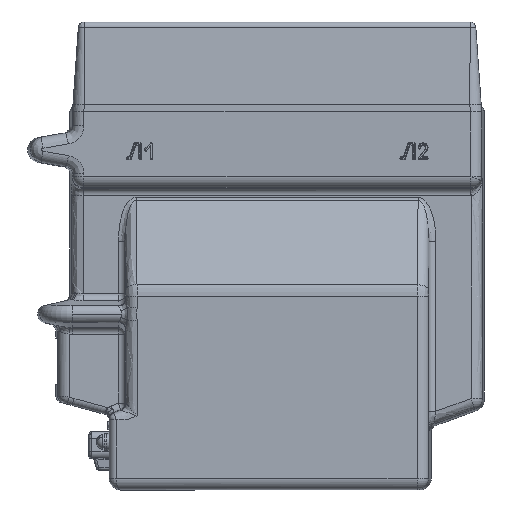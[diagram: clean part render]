
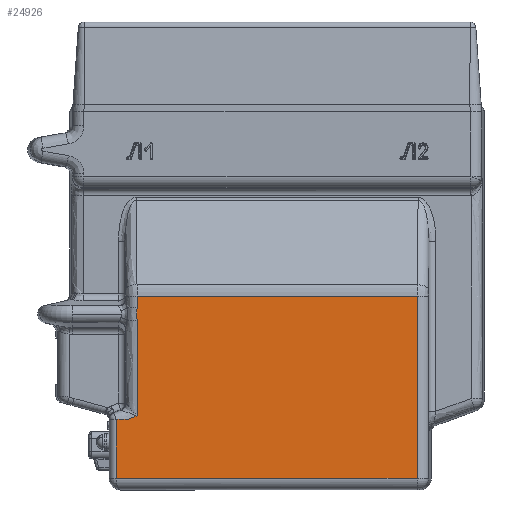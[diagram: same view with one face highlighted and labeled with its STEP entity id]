
A CAD part, top view. The second image highlights one B-rep face of the part: STEP entity #24926.
In plain terms, the highlighted planar face has unit normal (0, 0, 1).
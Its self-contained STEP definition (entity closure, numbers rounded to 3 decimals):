
#1362 = VERTEX_POINT ( 'NONE', #43955 ) ;
#1372 = VERTEX_POINT ( 'NONE', #43965 ) ;
#1374 = VERTEX_POINT ( 'NONE', #43967 ) ;
#1380 = VERTEX_POINT ( 'NONE', #43973 ) ;
#1387 = VERTEX_POINT ( 'NONE', #43980 ) ;
#1389 = VERTEX_POINT ( 'NONE', #43982 ) ;
#1392 = VERTEX_POINT ( 'NONE', #43985 ) ;
#1398 = VERTEX_POINT ( 'NONE', #43991 ) ;
#5751 = ORIENTED_EDGE ( 'NONE', *, *, #50739, .T. ) ;
#5752 = ORIENTED_EDGE ( 'NONE', *, *, #50732, .T. ) ;
#5753 = ORIENTED_EDGE ( 'NONE', *, *, #50734, .T. ) ;
#5754 = ORIENTED_EDGE ( 'NONE', *, *, #50730, .T. ) ;
#5755 = ORIENTED_EDGE ( 'NONE', *, *, #50742, .T. ) ;
#5756 = ORIENTED_EDGE ( 'NONE', *, *, #50733, .T. ) ;
#5757 = ORIENTED_EDGE ( 'NONE', *, *, #50737, .T. ) ;
#5758 = ORIENTED_EDGE ( 'NONE', *, *, #50731, .T. ) ;
#7522 = CARTESIAN_POINT ( 'NONE',  ( -207.207, 120.568, 89. ) ) ;
#7608 = CARTESIAN_POINT ( 'NONE',  ( -207.207, 137.741, 89. ) ) ;
#7610 = CARTESIAN_POINT ( 'NONE',  ( -7.793, 142., 89. ) ) ;
#7612 = DIRECTION ( 'NONE',  ( 0., 1., 0. ) ) ;
#7616 = CARTESIAN_POINT ( 'NONE',  ( -207.207, 99.645, 89. ) ) ;
#7617 = CARTESIAN_POINT ( 'NONE',  ( -207.207, 78.722, 89. ) ) ;
#7619 = CARTESIAN_POINT ( 'NONE',  ( -207.207, 57.8, 89. ) ) ;
#7621 = CARTESIAN_POINT ( 'NONE',  ( -207.207, 56.041, 89. ) ) ;
#7623 = CARTESIAN_POINT ( 'NONE',  ( -207.207, 54.282, 89. ) ) ;
#7625 = CARTESIAN_POINT ( 'NONE',  ( -207.207, 52.523, 89. ) ) ;
#7629 = CARTESIAN_POINT ( 'NONE',  ( -207.207, 134.971, 89. ) ) ;
#7631 = CARTESIAN_POINT ( 'NONE',  ( -207.207, 132.202, 89. ) ) ;
#7633 = CARTESIAN_POINT ( 'NONE',  ( -207.207, 129.432, 89. ) ) ;
#7637 = CARTESIAN_POINT ( 'NONE',  ( -222., 8., 89. ) ) ;
#7638 = DIRECTION ( 'NONE',  ( 0., -1., 0. ) ) ;
#7641 = CARTESIAN_POINT ( 'NONE',  ( -219., 137.741, 89. ) ) ;
#7643 = DIRECTION ( 'NONE',  ( -1., 0., 0. ) ) ;
#7650 = CARTESIAN_POINT ( 'NONE',  ( -207.207, 52.523, 89. ) ) ;
#7658 = CARTESIAN_POINT ( 'NONE',  ( -208.84, 51.87, 89. ) ) ;
#7660 = CARTESIAN_POINT ( 'NONE',  ( -210.473, 51.217, 89. ) ) ;
#7662 = CARTESIAN_POINT ( 'NONE',  ( -212.106, 50.564, 89. ) ) ;
#7664 = CARTESIAN_POINT ( 'NONE',  ( -215.042, 49.389, 89. ) ) ;
#7666 = CARTESIAN_POINT ( 'NONE',  ( -219.064, 50.928, 89. ) ) ;
#7667 = CARTESIAN_POINT ( 'NONE',  ( -222., 49.754, 89. ) ) ;
#7670 = CARTESIAN_POINT ( 'NONE',  ( -207.207, 129.432, 89. ) ) ;
#7683 = CARTESIAN_POINT ( 'NONE',  ( -207.207, 129.181, 89. ) ) ;
#7684 = CARTESIAN_POINT ( 'NONE',  ( -207.22, 128.715, 89. ) ) ;
#7686 = CARTESIAN_POINT ( 'NONE',  ( -207.258, 128.017, 89. ) ) ;
#7688 = CARTESIAN_POINT ( 'NONE',  ( -207.282, 127.63, 89. ) ) ;
#7690 = CARTESIAN_POINT ( 'NONE',  ( -207.296, 127.426, 89. ) ) ;
#7692 = CARTESIAN_POINT ( 'NONE',  ( -207.302, 127.337, 89. ) ) ;
#7694 = CARTESIAN_POINT ( 'NONE',  ( -207.307, 127.277, 89. ) ) ;
#7695 = CARTESIAN_POINT ( 'NONE',  ( -207.309, 127.245, 89. ) ) ;
#7697 = CARTESIAN_POINT ( 'NONE',  ( -207.378, 126.278, 89. ) ) ;
#7699 = CARTESIAN_POINT ( 'NONE',  ( -207.411, 125.538, 89. ) ) ;
#7701 = CARTESIAN_POINT ( 'NONE',  ( -207.411, 124.731, 89. ) ) ;
#7703 = CARTESIAN_POINT ( 'NONE',  ( -207.399, 124.252, 89. ) ) ;
#7705 = CARTESIAN_POINT ( 'NONE',  ( -207.362, 123.562, 89. ) ) ;
#7706 = CARTESIAN_POINT ( 'NONE',  ( -207.338, 123.184, 89. ) ) ;
#7708 = CARTESIAN_POINT ( 'NONE',  ( -207.327, 123.015, 89. ) ) ;
#7710 = CARTESIAN_POINT ( 'NONE',  ( -207.319, 122.901, 89. ) ) ;
#7712 = CARTESIAN_POINT ( 'NONE',  ( -207.315, 122.845, 89. ) ) ;
#7714 = CARTESIAN_POINT ( 'NONE',  ( -207.241, 121.809, 89. ) ) ;
#7716 = CARTESIAN_POINT ( 'NONE',  ( -207.207, 121.07, 89. ) ) ;
#7717 = CARTESIAN_POINT ( 'NONE',  ( -207.207, 120.568, 89. ) ) ;
#7735 = CARTESIAN_POINT ( 'NONE',  ( 0., 8., 89. ) ) ;
#7737 = DIRECTION ( 'NONE',  ( 1., 0., 0. ) ) ;
#12547 = EDGE_LOOP ( 'NONE', ( #5758, #5757, #5756, #5755, #5754, #5753, #5752, #5751 ) ) ;
#14095 = VECTOR ( 'NONE', #7612, 1000. ) ;
#14096 = LINE ( 'NONE', #7735, #14107 ) ;
#14098 = LINE ( 'NONE', #7610, #14095 ) ;
#14100 = LINE ( 'NONE', #7637, #14101 ) ;
#14101 = VECTOR ( 'NONE', #7638, 1000. ) ;
#14102 = LINE ( 'NONE', #7641, #14103 ) ;
#14103 = VECTOR ( 'NONE', #7643, 1000. ) ;
#14107 = VECTOR ( 'NONE', #7737, 1000. ) ;
#24926 = ADVANCED_FACE ( 'NONE', ( #36272 ), #32488, .T. ) ;
#32483 = CARTESIAN_POINT ( 'NONE',  ( -219., 8., 89. ) ) ;
#32488 = PLANE ( 'NONE',  #34807 ) ;
#32491 = DIRECTION ( 'NONE',  ( 0., 0., 1. ) ) ;
#32492 = DIRECTION ( 'NONE',  ( 1., 0., 0. ) ) ;
#33572 = B_SPLINE_CURVE_WITH_KNOTS ( 'NONE', 3,
 ( #7522, #7616, #7617, #7619, #7621, #7623, #7625 ),
 .UNSPECIFIED., .F., .F.,
 ( 4, 3, 4 ),
 ( 0.067, 0.313, 0.333 ),
 .UNSPECIFIED. ) ;
#33573 = B_SPLINE_CURVE_WITH_KNOTS ( 'NONE', 3,
 ( #7608, #7629, #7631, #7633 ),
 .UNSPECIFIED., .F., .F.,
 ( 4, 4 ),
 ( 0., 0.033 ),
 .UNSPECIFIED. ) ;
#33574 = B_SPLINE_CURVE_WITH_KNOTS ( 'NONE', 3,
 ( #7650, #7658, #7660, #7662, #7664, #7666, #7667 ),
 .UNSPECIFIED., .F., .F.,
 ( 4, 3, 4 ),
 ( 0.667, 0.786, 1. ),
 .UNSPECIFIED. ) ;
#33575 = B_SPLINE_CURVE_WITH_KNOTS ( 'NONE', 3,
 ( #7670, #7683, #7684, #7686, #7688, #7690, #7692, #7694, #7695, #7697, #7699, #7701, #7703, #7705, #7706, #7708, #7710, #7712, #7714, #7716, #7717 ),
 .UNSPECIFIED., .F., .F.,
 ( 4, 1, 1, 1, 1, 2, 2, 2, 1, 1, 1, 2, 2, 4 ),
 ( 0., 0.125, 0.188, 0.219, 0.234, 0.242, 0.25, 0.5, 0.625, 0.687, 0.719, 0.734, 0.75, 1. ),
 .UNSPECIFIED. ) ;
#34807 = AXIS2_PLACEMENT_3D ( 'NONE', #32483, #32491, #32492 ) ;
#36272 = FACE_OUTER_BOUND ( 'NONE', #12547, .T. ) ;
#43955 = CARTESIAN_POINT ( 'NONE',  ( -7.793, 137.741, 89. ) ) ;
#43965 = CARTESIAN_POINT ( 'NONE',  ( -207.207, 137.741, 89. ) ) ;
#43967 = CARTESIAN_POINT ( 'NONE',  ( -207.207, 129.432, 89. ) ) ;
#43973 = CARTESIAN_POINT ( 'NONE',  ( -7.793, 8., 89. ) ) ;
#43980 = CARTESIAN_POINT ( 'NONE',  ( -222., 49.754, 89. ) ) ;
#43982 = CARTESIAN_POINT ( 'NONE',  ( -207.207, 52.523, 89. ) ) ;
#43985 = CARTESIAN_POINT ( 'NONE',  ( -222., 8., 89. ) ) ;
#43991 = CARTESIAN_POINT ( 'NONE',  ( -207.207, 120.568, 89. ) ) ;
#50730 = EDGE_CURVE ( 'NONE', #1380, #1362, #14098, .T. ) ;
#50731 = EDGE_CURVE ( 'NONE', #1398, #1389, #33572, .T. ) ;
#50732 = EDGE_CURVE ( 'NONE', #1372, #1374, #33573, .T. ) ;
#50733 = EDGE_CURVE ( 'NONE', #1387, #1392, #14100, .T. ) ;
#50734 = EDGE_CURVE ( 'NONE', #1362, #1372, #14102, .T. ) ;
#50737 = EDGE_CURVE ( 'NONE', #1389, #1387, #33574, .T. ) ;
#50739 = EDGE_CURVE ( 'NONE', #1374, #1398, #33575, .T. ) ;
#50742 = EDGE_CURVE ( 'NONE', #1392, #1380, #14096, .T. ) ;
